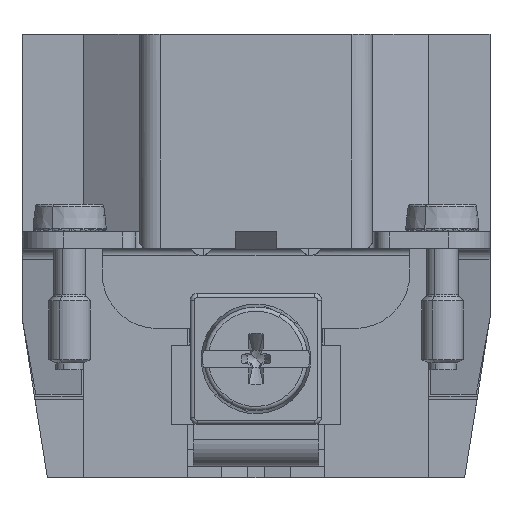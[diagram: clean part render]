
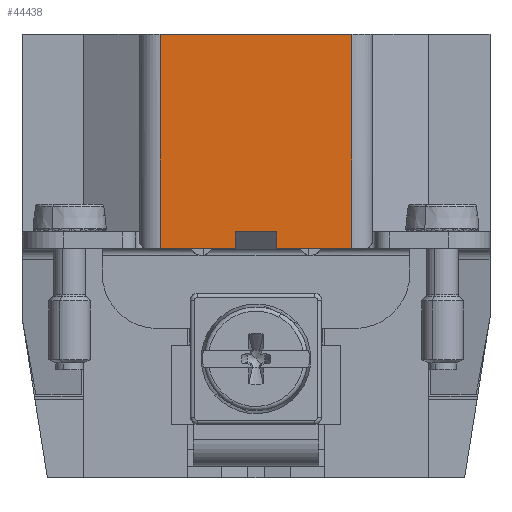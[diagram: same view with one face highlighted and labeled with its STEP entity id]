
A CAD part, front view. The second image highlights one B-rep face of the part: STEP entity #44438.
In plain terms, the highlighted planar face has unit normal (0, -1, 0).
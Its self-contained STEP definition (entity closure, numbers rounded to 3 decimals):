
#44414=AXIS2_PLACEMENT_3D('Plane Axis2P3D',#44411,#44412,#44413) ;
#16057=CARTESIAN_POINT('Vertex',(18.45,0.3,17.8)) ;
#16071=CARTESIAN_POINT('Vertex',(18.45,0.3,16.6)) ;
#16074=CARTESIAN_POINT('Line Origine',(18.45,0.3,17.2)) ;
#19011=CARTESIAN_POINT('Line Origine',(16.95,0.3,17.8)) ;
#19015=CARTESIAN_POINT('Vertex',(15.45,0.3,17.8)) ;
#39973=CARTESIAN_POINT('Line Origine',(15.45,0.3,17.2)) ;
#39977=CARTESIAN_POINT('Vertex',(15.45,0.3,16.6)) ;
#43982=CARTESIAN_POINT('Line Origine',(12.725,0.3,16.6)) ;
#43986=CARTESIAN_POINT('Vertex',(10.,0.3,16.6)) ;
#44144=CARTESIAN_POINT('Vertex',(10.,0.3,32.1)) ;
#44147=CARTESIAN_POINT('Line Origine',(10.,0.3,24.35)) ;
#44255=CARTESIAN_POINT('Line Origine',(21.175,0.3,16.6)) ;
#44259=CARTESIAN_POINT('Vertex',(23.9,0.3,16.6)) ;
#44411=CARTESIAN_POINT('Axis2P3D Location',(16.95,0.3,32.8)) ;
#44416=CARTESIAN_POINT('Line Origine',(16.95,0.3,32.1)) ;
#44420=CARTESIAN_POINT('Vertex',(23.9,0.3,32.1)) ;
#44423=CARTESIAN_POINT('Line Origine',(23.9,0.3,24.35)) ;
#16075=DIRECTION('Vector Direction',(0.,0.,1.)) ;
#19012=DIRECTION('Vector Direction',(-1.,0.,0.)) ;
#39974=DIRECTION('Vector Direction',(0.,0.,1.)) ;
#43983=DIRECTION('Vector Direction',(1.,0.,0.)) ;
#44148=DIRECTION('Vector Direction',(0.,0.,1.)) ;
#44256=DIRECTION('Vector Direction',(1.,0.,0.)) ;
#44412=DIRECTION('Axis2P3D Direction',(0.,-1.,0.)) ;
#44413=DIRECTION('Axis2P3D XDirection',(0.,0.,-1.)) ;
#44417=DIRECTION('Vector Direction',(-1.,0.,0.)) ;
#44424=DIRECTION('Vector Direction',(0.,0.,1.)) ;
#16076=VECTOR('Line Direction',#16075,1.) ;
#19013=VECTOR('Line Direction',#19012,1.) ;
#39975=VECTOR('Line Direction',#39974,1.) ;
#43984=VECTOR('Line Direction',#43983,1.) ;
#44149=VECTOR('Line Direction',#44148,1.) ;
#44257=VECTOR('Line Direction',#44256,1.) ;
#44418=VECTOR('Line Direction',#44417,1.) ;
#44425=VECTOR('Line Direction',#44424,1.) ;
#44429=ORIENTED_EDGE('',*,*,#44422,.T.) ;
#44430=ORIENTED_EDGE('',*,*,#44151,.F.) ;
#44431=ORIENTED_EDGE('',*,*,#43988,.T.) ;
#44432=ORIENTED_EDGE('',*,*,#39979,.T.) ;
#44433=ORIENTED_EDGE('',*,*,#19017,.F.) ;
#44434=ORIENTED_EDGE('',*,*,#16078,.F.) ;
#44435=ORIENTED_EDGE('',*,*,#44261,.T.) ;
#44436=ORIENTED_EDGE('',*,*,#44427,.T.) ;
#44438=ADVANCED_FACE('Hauptk\X2\00F6\X0\rper',(#44437),#44415,.T.) ;
#16078=EDGE_CURVE('',#16072,#16058,#16077,.T.) ;
#19017=EDGE_CURVE('',#16058,#19016,#19014,.T.) ;
#39979=EDGE_CURVE('',#39978,#19016,#39976,.T.) ;
#43988=EDGE_CURVE('',#43987,#39978,#43985,.T.) ;
#44151=EDGE_CURVE('',#43987,#44145,#44150,.T.) ;
#44261=EDGE_CURVE('',#16072,#44260,#44258,.T.) ;
#44422=EDGE_CURVE('',#44421,#44145,#44419,.T.) ;
#44427=EDGE_CURVE('',#44260,#44421,#44426,.T.) ;
#44428=EDGE_LOOP('',(#44429,#44430,#44431,#44432,#44433,#44434,#44435,#44436)) ;
#44437=FACE_OUTER_BOUND('',#44428,.T.) ;
#16077=LINE('Line',#16074,#16076) ;
#19014=LINE('Line',#19011,#19013) ;
#39976=LINE('Line',#39973,#39975) ;
#43985=LINE('Line',#43982,#43984) ;
#44150=LINE('Line',#44147,#44149) ;
#44258=LINE('Line',#44255,#44257) ;
#44419=LINE('Line',#44416,#44418) ;
#44426=LINE('Line',#44423,#44425) ;
#44415=PLANE('',#44414) ;
#16058=VERTEX_POINT('',#16057) ;
#16072=VERTEX_POINT('',#16071) ;
#19016=VERTEX_POINT('',#19015) ;
#39978=VERTEX_POINT('',#39977) ;
#43987=VERTEX_POINT('',#43986) ;
#44145=VERTEX_POINT('',#44144) ;
#44260=VERTEX_POINT('',#44259) ;
#44421=VERTEX_POINT('',#44420) ;
